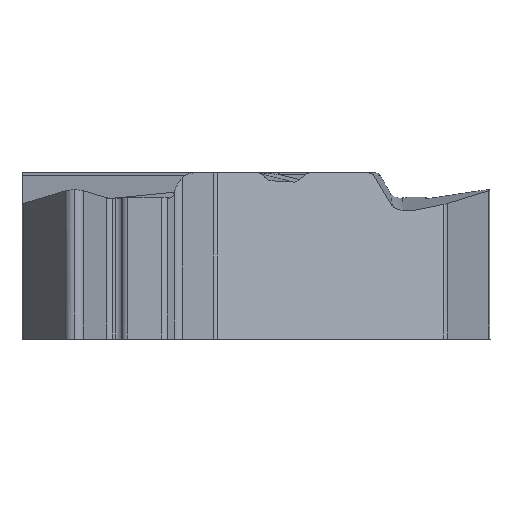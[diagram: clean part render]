
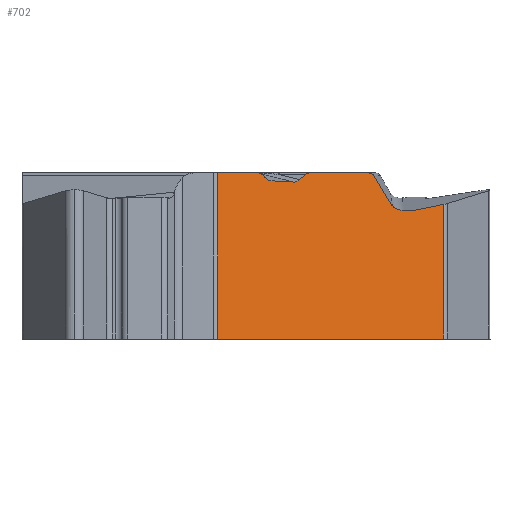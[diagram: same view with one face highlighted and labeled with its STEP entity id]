
A CAD part, front view. The second image highlights one B-rep face of the part: STEP entity #702.
In plain terms, the highlighted planar face has unit normal (0.5, -0.866, 0).
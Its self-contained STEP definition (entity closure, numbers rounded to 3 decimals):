
#92=FACE_OUTER_BOUND('',#891,.T.);
#180=PLANE('',#2323);
#219=LINE('',#3647,#408);
#223=LINE('',#3661,#412);
#302=LINE('',#3970,#491);
#303=LINE('',#3972,#492);
#304=LINE('',#3974,#493);
#305=LINE('',#3976,#494);
#306=LINE('',#3980,#495);
#307=LINE('',#3984,#496);
#308=LINE('',#3989,#497);
#309=LINE('',#3993,#498);
#310=LINE('',#3997,#499);
#408=VECTOR('',#2478,1.);
#412=VECTOR('',#2488,1.);
#491=VECTOR('',#2755,1.);
#492=VECTOR('',#2758,1.);
#493=VECTOR('',#2759,1.);
#494=VECTOR('',#2760,1.);
#495=VECTOR('',#2763,1.);
#496=VECTOR('',#2766,1.);
#497=VECTOR('',#2771,1.);
#498=VECTOR('',#2774,1.);
#499=VECTOR('',#2777,1.);
#625=ELLIPSE('',#2316,0.358,0.32);
#626=ELLIPSE('',#2317,0.389,0.32);
#627=ELLIPSE('',#2318,0.177,0.15);
#628=ELLIPSE('',#2319,0.167,0.15);
#629=ELLIPSE('',#2320,0.314,0.3);
#630=ELLIPSE('',#2321,0.314,0.3);
#631=ELLIPSE('',#2322,0.15,0.15);
#702=ADVANCED_FACE('',(#92),#180,.F.);
#891=EDGE_LOOP('',(#1220,#1221,#1222,#1223,#1224,#1225,#1226,#1227,#1228,
#1229,#1230,#1231,#1232,#1233,#1234,#1235,#1236,#1237));
#1220=ORIENTED_EDGE('',*,*,#1962,.T.);
#1221=ORIENTED_EDGE('',*,*,#1963,.T.);
#1222=ORIENTED_EDGE('',*,*,#1964,.T.);
#1223=ORIENTED_EDGE('',*,*,#1965,.T.);
#1224=ORIENTED_EDGE('',*,*,#1966,.T.);
#1225=ORIENTED_EDGE('',*,*,#1967,.F.);
#1226=ORIENTED_EDGE('',*,*,#1968,.T.);
#1227=ORIENTED_EDGE('',*,*,#1969,.T.);
#1228=ORIENTED_EDGE('',*,*,#1970,.F.);
#1229=ORIENTED_EDGE('',*,*,#1829,.F.);
#1230=ORIENTED_EDGE('',*,*,#1971,.F.);
#1231=ORIENTED_EDGE('',*,*,#1972,.T.);
#1232=ORIENTED_EDGE('',*,*,#1973,.T.);
#1233=ORIENTED_EDGE('',*,*,#1974,.T.);
#1234=ORIENTED_EDGE('',*,*,#1975,.T.);
#1235=ORIENTED_EDGE('',*,*,#1976,.T.);
#1236=ORIENTED_EDGE('',*,*,#1977,.F.);
#1237=ORIENTED_EDGE('',*,*,#1822,.F.);
#1616=VERTEX_POINT('',#3646);
#1617=VERTEX_POINT('',#3648);
#1623=VERTEX_POINT('',#3660);
#1624=VERTEX_POINT('',#3662);
#1712=VERTEX_POINT('',#3969);
#1713=VERTEX_POINT('',#3973);
#1714=VERTEX_POINT('',#3975);
#1715=VERTEX_POINT('',#3977);
#1716=VERTEX_POINT('',#3979);
#1717=VERTEX_POINT('',#3981);
#1718=VERTEX_POINT('',#3983);
#1719=VERTEX_POINT('',#3985);
#1720=VERTEX_POINT('',#3988);
#1721=VERTEX_POINT('',#3990);
#1722=VERTEX_POINT('',#3992);
#1723=VERTEX_POINT('',#3994);
#1724=VERTEX_POINT('',#3996);
#1725=VERTEX_POINT('',#3998);
#1822=EDGE_CURVE('',#1616,#1617,#219,.T.);
#1829=EDGE_CURVE('',#1623,#1624,#223,.T.);
#1962=EDGE_CURVE('',#1616,#1712,#302,.T.);
#1963=EDGE_CURVE('',#1712,#1713,#303,.T.);
#1964=EDGE_CURVE('',#1713,#1714,#304,.T.);
#1965=EDGE_CURVE('',#1714,#1715,#305,.T.);
#1966=EDGE_CURVE('',#1715,#1716,#625,.T.);
#1967=EDGE_CURVE('',#1717,#1716,#306,.T.);
#1968=EDGE_CURVE('',#1717,#1718,#626,.T.);
#1969=EDGE_CURVE('',#1718,#1719,#307,.T.);
#1970=EDGE_CURVE('',#1624,#1719,#627,.T.);
#1971=EDGE_CURVE('',#1720,#1623,#628,.T.);
#1972=EDGE_CURVE('',#1720,#1721,#308,.T.);
#1973=EDGE_CURVE('',#1721,#1722,#629,.T.);
#1974=EDGE_CURVE('',#1722,#1723,#309,.T.);
#1975=EDGE_CURVE('',#1723,#1724,#630,.T.);
#1976=EDGE_CURVE('',#1724,#1725,#310,.T.);
#1977=EDGE_CURVE('',#1617,#1725,#631,.T.);
#2316=AXIS2_PLACEMENT_3D('',#3978,#2761,#2762);
#2317=AXIS2_PLACEMENT_3D('',#3982,#2764,#2765);
#2318=AXIS2_PLACEMENT_3D('',#3986,#2767,#2768);
#2319=AXIS2_PLACEMENT_3D('',#3987,#2769,#2770);
#2320=AXIS2_PLACEMENT_3D('',#3991,#2772,#2773);
#2321=AXIS2_PLACEMENT_3D('',#3995,#2775,#2776);
#2322=AXIS2_PLACEMENT_3D('',#3999,#2778,#2779);
#2323=AXIS2_PLACEMENT_3D('',#4000,#2780,#2781);
#2478=DIRECTION('',(0.866,0.5,0.));
#2488=DIRECTION('',(0.866,0.5,0.));
#2755=DIRECTION('',(0.,0.,-1.));
#2758=DIRECTION('',(0.866,0.5,0.));
#2759=DIRECTION('',(0.,0.,1.));
#2760=DIRECTION('',(-0.853,-0.492,-0.174));
#2761=DIRECTION('',(-0.5,0.866,0.));
#2762=DIRECTION('',(-0.853,-0.492,-0.174));
#2763=DIRECTION('',(0.866,0.5,0.));
#2764=DIRECTION('',(-0.5,0.866,0.));
#2765=DIRECTION('',(-0.859,-0.496,0.126));
#2766=DIRECTION('',(-0.497,-0.287,0.819));
#2767=DIRECTION('',(-0.5,0.866,0.));
#2768=DIRECTION('',(-0.866,-0.5,0.));
#2769=DIRECTION('',(-0.5,0.866,0.));
#2770=DIRECTION('',(-0.866,-0.5,0.));
#2771=DIRECTION('',(-0.687,-0.397,-0.608));
#2772=DIRECTION('',(-0.5,0.866,0.));
#2773=DIRECTION('',(-0.7,-0.404,0.589));
#2774=DIRECTION('',(-0.865,-0.499,0.049));
#2775=DIRECTION('',(-0.5,0.866,0.));
#2776=DIRECTION('',(-0.7,-0.404,0.589));
#2777=DIRECTION('',(-0.656,-0.378,0.653));
#2778=DIRECTION('',(-0.5,0.866,0.));
#2779=DIRECTION('',(0.866,0.5,0.));
#2780=DIRECTION('',(-0.5,0.866,0.));
#2781=DIRECTION('',(-0.866,-0.5,0.));
#3646=CARTESIAN_POINT('',(0.454,-5.237,0.45));
#3647=CARTESIAN_POINT('',(8.733,-0.457,0.45));
#3648=CARTESIAN_POINT('',(1.543,-4.608,0.45));
#3660=CARTESIAN_POINT('',(2.884,-3.834,0.45));
#3661=CARTESIAN_POINT('',(-3.971,-7.792,0.45));
#3662=CARTESIAN_POINT('',(4.465,-2.921,0.45));
#3969=CARTESIAN_POINT('',(0.454,-5.237,-3.97));
#3970=CARTESIAN_POINT('',(0.454,-5.237,0.));
#3972=CARTESIAN_POINT('',(8.733,-0.457,-3.97));
#3973=CARTESIAN_POINT('',(6.464,-1.767,-3.97));
#3974=CARTESIAN_POINT('',(6.464,-1.767,0.));
#3975=CARTESIAN_POINT('',(6.464,-1.767,-0.385));
#3976=CARTESIAN_POINT('',(-3.599,-7.577,-2.434));
#3977=CARTESIAN_POINT('',(5.735,-2.188,-0.534));
#3978=CARTESIAN_POINT('',(5.686,-2.216,-0.219));
#3979=CARTESIAN_POINT('',(5.674,-2.223,-0.54));
#3980=CARTESIAN_POINT('',(-3.971,-7.792,-0.54));
#3981=CARTESIAN_POINT('',(5.355,-2.408,-0.54));
#3982=CARTESIAN_POINT('',(5.338,-2.417,-0.219));
#3983=CARTESIAN_POINT('',(5.049,-2.584,-0.369));
#3984=CARTESIAN_POINT('',(1.932,-4.384,4.772));
#3985=CARTESIAN_POINT('',(4.597,-2.845,0.377));
#3986=CARTESIAN_POINT('',(4.465,-2.921,0.3));
#3987=CARTESIAN_POINT('',(2.884,-3.834,0.3));
#3988=CARTESIAN_POINT('',(2.79,-3.888,0.414));
#3989=CARTESIAN_POINT('',(-1.644,-6.448,-3.508));
#3990=CARTESIAN_POINT('',(2.626,-3.983,0.269));
#3991=CARTESIAN_POINT('',(2.457,-4.081,0.513));
#3992=CARTESIAN_POINT('',(2.455,-4.082,0.208));
#3993=CARTESIAN_POINT('',(8.727,-0.46,-0.144));
#3994=CARTESIAN_POINT('',(1.893,-4.407,0.24));
#3995=CARTESIAN_POINT('',(1.894,-4.406,0.545));
#3996=CARTESIAN_POINT('',(1.723,-4.505,0.319));
#3997=CARTESIAN_POINT('',(5.876,-2.106,-3.822));
#3998=CARTESIAN_POINT('',(1.628,-4.559,0.414));
#3999=CARTESIAN_POINT('',(1.543,-4.608,0.3));
#4000=CARTESIAN_POINT('',(8.733,-0.457,0.));
